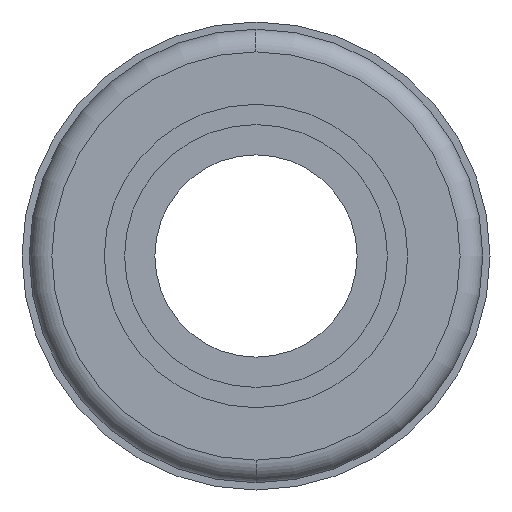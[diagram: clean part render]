
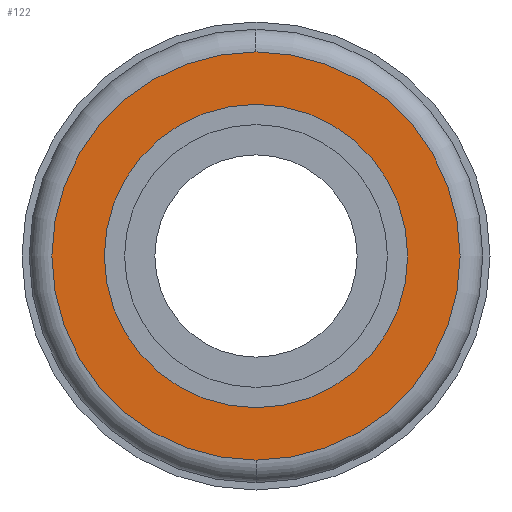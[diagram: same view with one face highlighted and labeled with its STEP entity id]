
A CAD part, front view. The second image highlights one B-rep face of the part: STEP entity #122.
In plain terms, the highlighted planar face has unit normal (0, -1, 0).
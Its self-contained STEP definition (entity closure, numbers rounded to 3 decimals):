
#122=ADVANCED_FACE('',(#280,#281),#282,.T.);
#280=FACE_BOUND('',#475,.T.);
#281=FACE_OUTER_BOUND('',#476,.T.);
#282=PLANE('',#477);
#475=EDGE_LOOP('',(#767,#768));
#476=EDGE_LOOP('',(#769,#770,#771));
#477=AXIS2_PLACEMENT_3D('',#772,#773,#774);
#767=ORIENTED_EDGE('',*,*,#1170,.T.);
#768=ORIENTED_EDGE('',*,*,#1171,.T.);
#769=ORIENTED_EDGE('',*,*,#1116,.F.);
#770=ORIENTED_EDGE('',*,*,#1115,.F.);
#771=ORIENTED_EDGE('',*,*,#1172,.F.);
#772=CARTESIAN_POINT('',(3.533,0.0,0.0));
#773=DIRECTION('',(-0.0,-1.0,-0.0));
#774=DIRECTION('',(-1.0,0.0,0.0));
#1115=EDGE_CURVE('',#1322,#1325,#1326,.T.);
#1116=EDGE_CURVE('',#1325,#1327,#1328,.T.);
#1170=EDGE_CURVE('',#1407,#1408,#1409,.T.);
#1171=EDGE_CURVE('',#1408,#1407,#1410,.T.);
#1172=EDGE_CURVE('',#1327,#1322,#1411,.T.);
#1322=VERTEX_POINT('',#1600);
#1325=VERTEX_POINT('',#1603);
#1326=CIRCLE('',#1604,7.065);
#1327=VERTEX_POINT('',#1605);
#1328=CIRCLE('',#1606,7.065);
#1407=VERTEX_POINT('',#1801);
#1408=VERTEX_POINT('',#1802);
#1409=CIRCLE('',#1803,5.25);
#1410=CIRCLE('',#1804,5.25);
#1411=CIRCLE('',#1805,7.065);
#1600=CARTESIAN_POINT('',(0.,0.0,7.065));
#1603=CARTESIAN_POINT('',(7.065,0.0,0.0));
#1604=AXIS2_PLACEMENT_3D('',#2027,#2028,#2029);
#1605=CARTESIAN_POINT('',(0.,0.0,-7.065));
#1606=AXIS2_PLACEMENT_3D('',#2030,#2031,#2032);
#1801=CARTESIAN_POINT('',(-5.25,0.0,0.));
#1802=CARTESIAN_POINT('',(5.25,0.0,0.));
#1803=AXIS2_PLACEMENT_3D('',#2092,#2093,#2094);
#1804=AXIS2_PLACEMENT_3D('',#2095,#2096,#2097);
#1805=AXIS2_PLACEMENT_3D('',#2098,#2099,#2100);
#2027=CARTESIAN_POINT('',(0.0,0.0,0.0));
#2028=DIRECTION('',(-0.0,1.0,0.0));
#2029=DIRECTION('',(1.0,0.0,0.0));
#2030=CARTESIAN_POINT('',(0.0,0.0,0.0));
#2031=DIRECTION('',(-0.0,1.0,0.0));
#2032=DIRECTION('',(1.0,0.0,0.0));
#2092=CARTESIAN_POINT('',(0.0,0.0,0.0));
#2093=DIRECTION('',(-0.0,1.0,0.0));
#2094=DIRECTION('',(1.0,0.0,0.0));
#2095=CARTESIAN_POINT('',(0.0,0.0,0.0));
#2096=DIRECTION('',(-0.0,1.0,0.0));
#2097=DIRECTION('',(1.0,0.0,0.0));
#2098=CARTESIAN_POINT('',(0.0,0.0,0.0));
#2099=DIRECTION('',(-0.0,1.0,0.0));
#2100=DIRECTION('',(1.0,0.0,0.0));
